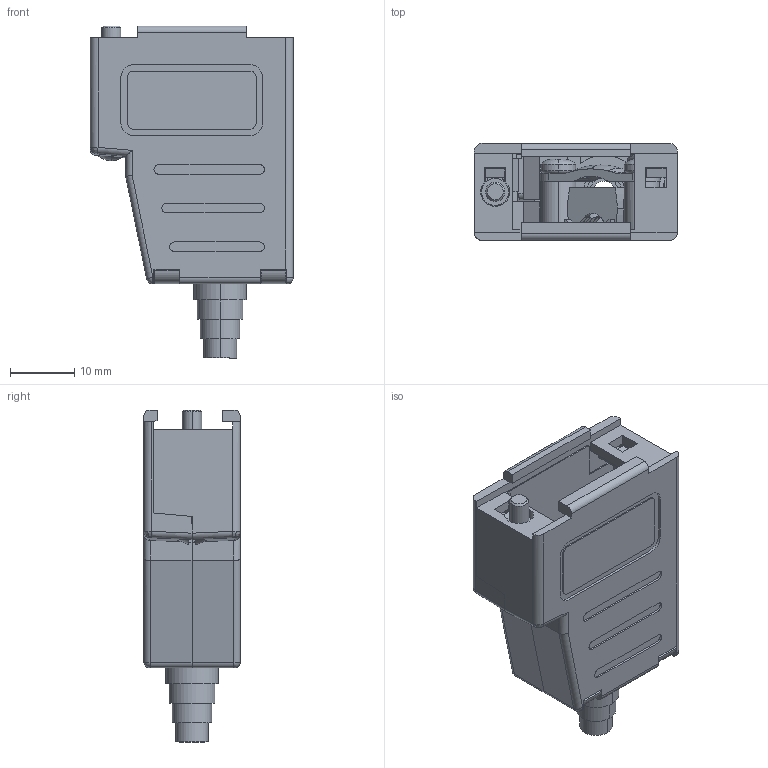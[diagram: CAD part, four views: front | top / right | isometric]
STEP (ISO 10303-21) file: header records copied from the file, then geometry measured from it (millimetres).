
FILE_DESCRIPTION (( 'STEP AP214' ), '1' );
FILE_NAME ('6688-9480-M-SJS.STEP', '2023-01-10T13:42:23', ( '' ), ( '' ), 'SwSTEP 2.0', 'SolidWorks 2021', '' );
FILE_SCHEMA (( 'AUTOMOTIVE_DESIGN' ));
Length unit declared in the file: millimetre
Products named in the file (9): 6826-0133-01; 6830-0106-01; 6822-0121-34; 6811-0141-03 Part 1; 6811-0141-03 Part 2; 6838-0109-32; 6688-9480-M-SJS; 6855-0109-01; 6822-0128-32
Assembly tree (9 placements, depth 2):
  6688-9480-M-SJS
    6811-0141-03 Part 1
    6811-0141-03 Part 2
    6822-0121-34
    6822-0128-32
    6826-0133-01
    6830-0106-01
    6838-0109-32
    6855-0109-01  x2
Bounding box: 31.56 x 15 x 51.5 mm (x, y, z)
Volume: 7258.9 mm3; surface area: 11163.2 mm2
Topology: 11 solids, 11 shells, 686 faces, 1794 edges, 1167 vertices
Faces by surface type: plane 457, cylinder 182, bspline 25, torus 10, cone 10, sphere 2
Entity records: 23089 total; most frequent: CARTESIAN_POINT 7195, ORIENTED_EDGE 3318, DIRECTION 3071, EDGE_CURVE 1659, VECTOR 1175, LINE 1175, VERTEX_POINT 1079, AXIS2_PLACEMENT_3D 948
